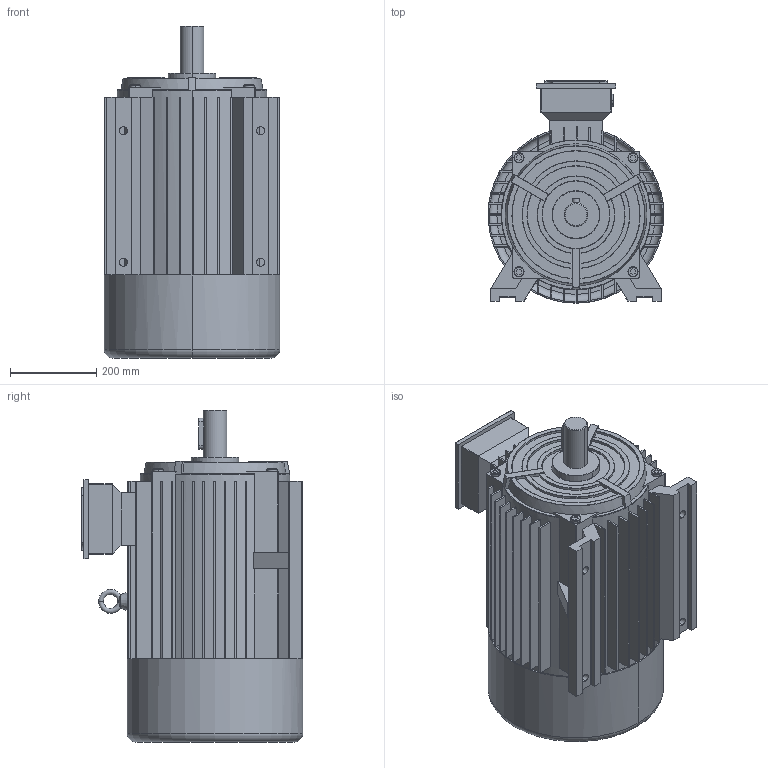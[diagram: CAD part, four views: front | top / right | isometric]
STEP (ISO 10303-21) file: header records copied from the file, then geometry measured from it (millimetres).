
FILE_DESCRIPTION (( 'STEP AP214' ), '1' );
FILE_NAME ('6100-P-9901A-M(color).STEP', '2022-05-09T08:48:16', ( 'pc' ), ( '' ), 'SwSTEP 2.0', 'SolidWorks 2018', '' );
FILE_SCHEMA (( 'AUTOMOTIVE_DESIGN' ));
Length unit declared in the file: millimetre
Products named in the file (1): 6100-P-9901A-M(color)
Bounding box: 408 x 514.7 x 770 mm (x, y, z)
Volume: 71594289.9 mm3; surface area: 2812282.8 mm2
Topology: 3 solids, 7 shells, 611 faces, 1591 edges, 1031 vertices
Faces by surface type: plane 359, cylinder 167, torus 61, cone 15, sphere 7, bspline 2
Entity records: 21186 total; most frequent: CARTESIAN_POINT 5898, DIRECTION 3203, ORIENTED_EDGE 3174, EDGE_CURVE 1587, AXIS2_PLACEMENT_3D 1138, VERTEX_POINT 1029, LINE 927, VECTOR 927
